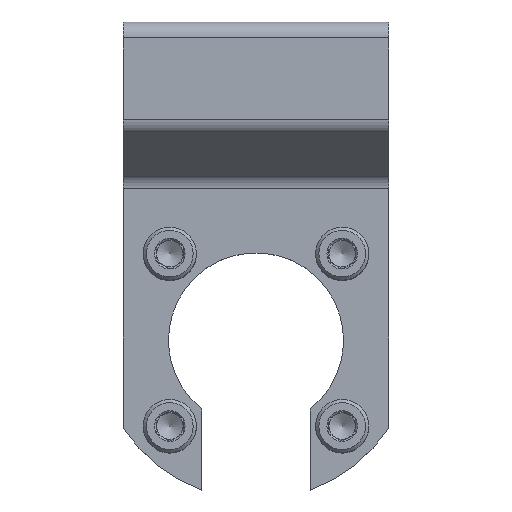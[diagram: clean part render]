
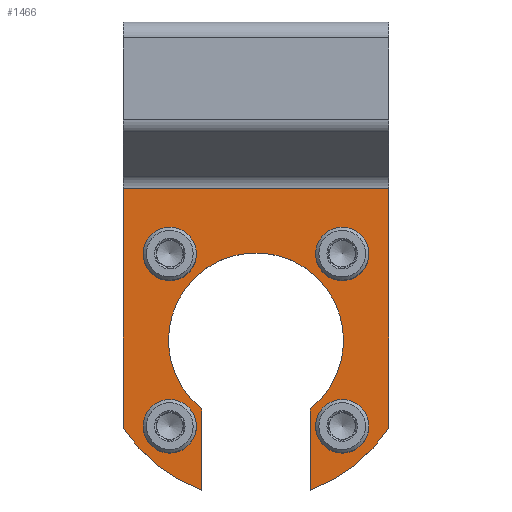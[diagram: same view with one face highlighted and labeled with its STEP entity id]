
A CAD part, top view. The second image highlights one B-rep face of the part: STEP entity #1466.
In plain terms, the highlighted face is planar.
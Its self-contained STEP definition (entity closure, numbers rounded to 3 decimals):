
#133=CIRCLE('',#1588,30.);
#135=CIRCLE('',#1592,16.5);
#137=CIRCLE('',#1596,30.);
#145=CIRCLE('',#1606,3.25);
#147=CIRCLE('',#1609,3.25);
#149=CIRCLE('',#1612,3.25);
#151=CIRCLE('',#1615,3.25);
#353=ORIENTED_EDGE('',*,*,#641,.T.);
#354=ORIENTED_EDGE('',*,*,#643,.T.);
#355=ORIENTED_EDGE('',*,*,#645,.T.);
#356=ORIENTED_EDGE('',*,*,#647,.T.);
#357=ORIENTED_EDGE('',*,*,#602,.T.);
#358=ORIENTED_EDGE('',*,*,#681,.F.);
#359=ORIENTED_EDGE('',*,*,#637,.F.);
#360=ORIENTED_EDGE('',*,*,#624,.F.);
#361=ORIENTED_EDGE('',*,*,#621,.F.);
#362=ORIENTED_EDGE('',*,*,#618,.T.);
#363=ORIENTED_EDGE('',*,*,#615,.F.);
#364=ORIENTED_EDGE('',*,*,#612,.F.);
#602=EDGE_CURVE('',#792,#791,#919,.T.);
#612=EDGE_CURVE('',#792,#801,#133,.T.);
#615=EDGE_CURVE('',#801,#803,#927,.T.);
#618=EDGE_CURVE('',#805,#803,#135,.T.);
#621=EDGE_CURVE('',#805,#807,#931,.T.);
#624=EDGE_CURVE('',#807,#809,#137,.T.);
#637=EDGE_CURVE('',#809,#820,#941,.T.);
#641=EDGE_CURVE('',#823,#823,#145,.T.);
#643=EDGE_CURVE('',#825,#825,#147,.T.);
#645=EDGE_CURVE('',#827,#827,#149,.T.);
#647=EDGE_CURVE('',#829,#829,#151,.T.);
#681=EDGE_CURVE('',#820,#791,#963,.T.);
#791=VERTEX_POINT('',#2278);
#792=VERTEX_POINT('',#2280);
#801=VERTEX_POINT('',#2300);
#803=VERTEX_POINT('',#2306);
#805=VERTEX_POINT('',#2312);
#807=VERTEX_POINT('',#2318);
#809=VERTEX_POINT('',#2324);
#820=VERTEX_POINT('',#2349);
#823=VERTEX_POINT('',#2357);
#825=VERTEX_POINT('',#2362);
#827=VERTEX_POINT('',#2367);
#829=VERTEX_POINT('',#2372);
#919=LINE('',#2279,#1011);
#927=LINE('',#2305,#1019);
#931=LINE('',#2317,#1023);
#941=LINE('',#2348,#1033);
#963=LINE('',#2440,#1055);
#1011=VECTOR('',#1792,1000.);
#1019=VECTOR('',#1814,1000.);
#1023=VECTOR('',#1826,1000.);
#1033=VECTOR('',#1852,1000.);
#1055=VECTOR('',#1952,1000.);
#1137=EDGE_LOOP('',(#353));
#1138=EDGE_LOOP('',(#354));
#1139=EDGE_LOOP('',(#355));
#1140=EDGE_LOOP('',(#356));
#1141=EDGE_LOOP('',(#357,#358,#359,#360,#361,#362,#363,#364));
#1285=FACE_BOUND('',#1137,.T.);
#1286=FACE_BOUND('',#1138,.T.);
#1287=FACE_BOUND('',#1139,.T.);
#1288=FACE_BOUND('',#1140,.T.);
#1289=FACE_BOUND('',#1141,.T.);
#1408=PLANE('',#1641);
#1466=ADVANCED_FACE('',(#1285,#1286,#1287,#1288,#1289),#1408,.F.);
#1588=AXIS2_PLACEMENT_3D('',#2299,#1807,#1808);
#1592=AXIS2_PLACEMENT_3D('',#2311,#1819,#1820);
#1596=AXIS2_PLACEMENT_3D('',#2323,#1831,#1832);
#1606=AXIS2_PLACEMENT_3D('',#2356,#1860,#1861);
#1609=AXIS2_PLACEMENT_3D('',#2361,#1866,#1867);
#1612=AXIS2_PLACEMENT_3D('',#2366,#1872,#1873);
#1615=AXIS2_PLACEMENT_3D('',#2371,#1878,#1879);
#1641=AXIS2_PLACEMENT_3D('',#2439,#1950,#1951);
#1792=DIRECTION('',(0.,1.,0.));
#1807=DIRECTION('',(0.,0.,1.));
#1808=DIRECTION('',(1.,0.,0.));
#1814=DIRECTION('',(0.,1.,0.));
#1819=DIRECTION('',(0.,0.,1.));
#1820=DIRECTION('',(1.,0.,0.));
#1826=DIRECTION('',(0.,-1.,0.));
#1831=DIRECTION('',(0.,0.,1.));
#1832=DIRECTION('',(1.,0.,0.));
#1852=DIRECTION('',(0.,1.,0.));
#1860=DIRECTION('',(0.,0.,1.));
#1861=DIRECTION('',(1.,0.,0.));
#1866=DIRECTION('',(0.,0.,1.));
#1867=DIRECTION('',(1.,0.,0.));
#1872=DIRECTION('',(0.,0.,1.));
#1873=DIRECTION('',(1.,0.,0.));
#1878=DIRECTION('',(0.,0.,1.));
#1879=DIRECTION('',(1.,0.,0.));
#1950=DIRECTION('',(0.,0.,1.));
#1951=DIRECTION('',(1.,0.,0.));
#1952=DIRECTION('',(-1.,0.,0.));
#2278=CARTESIAN_POINT('',(-25.,28.646,12.));
#2279=CARTESIAN_POINT('',(-25.,-30.,12.));
#2280=CARTESIAN_POINT('',(-25.,-16.583,12.));
#2299=CARTESIAN_POINT('',(0.,0.,12.));
#2300=CARTESIAN_POINT('',(-10.25,-28.195,12.));
#2305=CARTESIAN_POINT('',(-10.25,-28.195,12.));
#2306=CARTESIAN_POINT('',(-10.25,-12.93,12.));
#2311=CARTESIAN_POINT('',(0.,0.,12.));
#2312=CARTESIAN_POINT('',(10.25,-12.93,12.));
#2317=CARTESIAN_POINT('',(10.25,-12.93,12.));
#2318=CARTESIAN_POINT('',(10.25,-28.195,12.));
#2323=CARTESIAN_POINT('',(0.,0.,12.));
#2324=CARTESIAN_POINT('',(25.,-16.583,12.));
#2348=CARTESIAN_POINT('',(25.,-30.,12.));
#2349=CARTESIAN_POINT('',(25.,28.646,12.));
#2356=CARTESIAN_POINT('',(16.25,16.25,12.));
#2357=CARTESIAN_POINT('',(19.5,16.25,12.));
#2361=CARTESIAN_POINT('',(16.25,-16.25,12.));
#2362=CARTESIAN_POINT('',(19.5,-16.25,12.));
#2366=CARTESIAN_POINT('',(-16.25,16.25,12.));
#2367=CARTESIAN_POINT('',(-13.,16.25,12.));
#2371=CARTESIAN_POINT('',(-16.25,-16.25,12.));
#2372=CARTESIAN_POINT('',(-13.,-16.25,12.));
#2439=CARTESIAN_POINT('',(25.,-30.,12.));
#2440=CARTESIAN_POINT('',(25.,28.646,12.));
